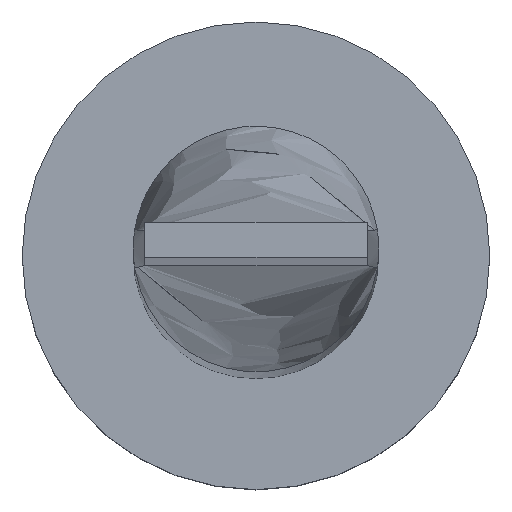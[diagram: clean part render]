
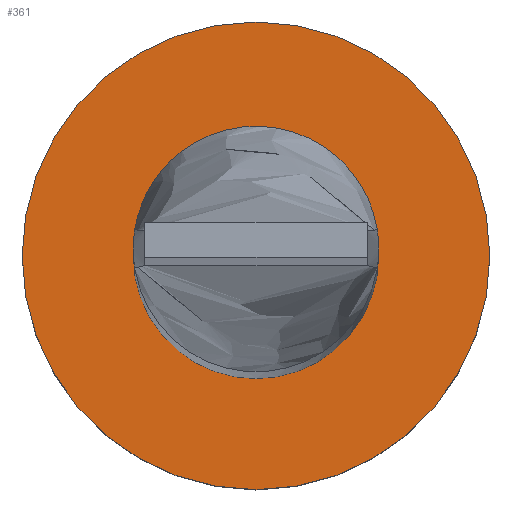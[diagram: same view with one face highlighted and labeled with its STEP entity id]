
A CAD part, top view. The second image highlights one B-rep face of the part: STEP entity #361.
In plain terms, the highlighted planar face has unit normal (0, 0, 1).
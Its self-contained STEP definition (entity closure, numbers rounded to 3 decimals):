
#26 = AXIS2_PLACEMENT_3D ( 'NONE', #268, #51, #227 ) ;
#30 = CARTESIAN_POINT ( 'NONE',  ( 0., 0., 3. ) ) ;
#51 = DIRECTION ( 'NONE',  ( 0., 0., 1. ) ) ;
#54 = CARTESIAN_POINT ( 'NONE',  ( 0., 0., 3. ) ) ;
#64 = DIRECTION ( 'NONE',  ( 0., 0., 1. ) ) ;
#66 = DIRECTION ( 'NONE',  ( 0., 0., 1. ) ) ;
#78 = CIRCLE ( 'NONE', #402, 4. ) ;
#93 = AXIS2_PLACEMENT_3D ( 'NONE', #54, #64, #522 ) ;
#97 = FACE_BOUND ( 'NONE', #560, .T. ) ;
#127 = DIRECTION ( 'NONE',  ( 1., 0., 0. ) ) ;
#155 = CARTESIAN_POINT ( 'NONE',  ( 0., 0., 3. ) ) ;
#175 = FACE_OUTER_BOUND ( 'NONE', #527, .T. ) ;
#193 = EDGE_CURVE ( 'NONE', #480, #214, #468, .T. ) ;
#194 = DIRECTION ( 'NONE',  ( 0., 0., 1. ) ) ;
#201 = DIRECTION ( 'NONE',  ( 1., 0., 0. ) ) ;
#214 = VERTEX_POINT ( 'NONE', #391 ) ;
#227 = DIRECTION ( 'NONE',  ( 1., 0., 0. ) ) ;
#236 = VERTEX_POINT ( 'NONE', #579 ) ;
#239 = CARTESIAN_POINT ( 'NONE',  ( 0., 0., 3. ) ) ;
#246 = ORIENTED_EDGE ( 'NONE', *, *, #470, .F. ) ;
#247 = CARTESIAN_POINT ( 'NONE',  ( 4., 0., 3. ) ) ;
#267 = CIRCLE ( 'NONE', #26, 4. ) ;
#268 = CARTESIAN_POINT ( 'NONE',  ( 0., 0., 3. ) ) ;
#298 = ORIENTED_EDGE ( 'NONE', *, *, #328, .T. ) ;
#328 = EDGE_CURVE ( 'NONE', #236, #419, #267, .T. ) ;
#356 = CIRCLE ( 'NONE', #431, 2.1 ) ;
#361 = ADVANCED_FACE ( 'NONE', ( #97, #175 ), #539, .T. ) ;
#376 = DIRECTION ( 'NONE',  ( 1., 0., 0. ) ) ;
#378 = DIRECTION ( 'NONE',  ( 0., 0., 1. ) ) ;
#391 = CARTESIAN_POINT ( 'NONE',  ( 2.1, 0., 3. ) ) ;
#402 = AXIS2_PLACEMENT_3D ( 'NONE', #30, #194, #376 ) ;
#419 = VERTEX_POINT ( 'NONE', #247 ) ;
#431 = AXIS2_PLACEMENT_3D ( 'NONE', #155, #378, #201 ) ;
#468 = CIRCLE ( 'NONE', #540, 2.1 ) ;
#470 = EDGE_CURVE ( 'NONE', #214, #480, #356, .T. ) ;
#480 = VERTEX_POINT ( 'NONE', #488 ) ;
#488 = CARTESIAN_POINT ( 'NONE',  ( -2.1, 0., 3. ) ) ;
#493 = EDGE_CURVE ( 'NONE', #419, #236, #78, .T. ) ;
#522 = DIRECTION ( 'NONE',  ( 1., 0., 0. ) ) ;
#527 = EDGE_LOOP ( 'NONE', ( #298, #538 ) ) ;
#538 = ORIENTED_EDGE ( 'NONE', *, *, #493, .T. ) ;
#539 = PLANE ( 'NONE',  #93 ) ;
#540 = AXIS2_PLACEMENT_3D ( 'NONE', #239, #66, #127 ) ;
#560 = EDGE_LOOP ( 'NONE', ( #567, #246 ) ) ;
#567 = ORIENTED_EDGE ( 'NONE', *, *, #193, .F. ) ;
#579 = CARTESIAN_POINT ( 'NONE',  ( -4., 0., 3. ) ) ;
